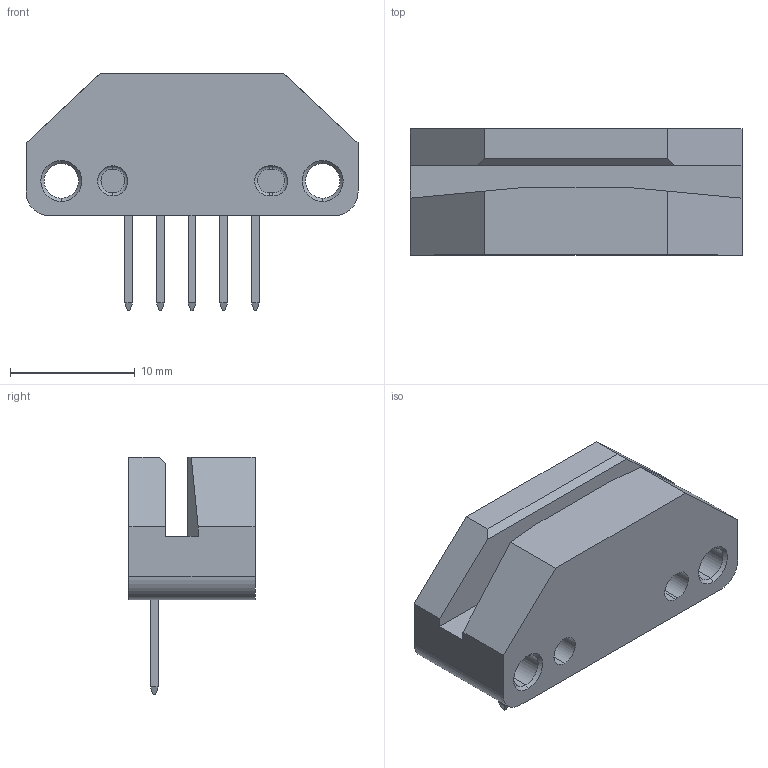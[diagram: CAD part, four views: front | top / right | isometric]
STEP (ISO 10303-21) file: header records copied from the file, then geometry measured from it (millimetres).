
FILE_DESCRIPTION (( 'STEP AP214' ), '1' );
FILE_NAME ('EM2-X-X-X.STEP', '2019-03-11T18:53:12', ( '' ), ( '' ), 'SwSTEP 2.0', 'SolidWorks 2016', '' );
FILE_SCHEMA (( 'AUTOMOTIVE_DESIGN' ));
Length unit declared in the file: inch
Products named in the file (1): EM2-X-X-X
Bounding box: 26.62 x 10.11 x 19.05 mm (x, y, z)
Volume: 2299.9 mm3; surface area: 1796.1 mm2
Topology: 1 solids, 1 shells, 286 faces, 719 edges, 466 vertices
Faces by surface type: plane 211, bspline 37, cylinder 22, cone 8, torus 8
Entity records: 14211 total; most frequent: CARTESIAN_POINT 3789, ORIENTED_EDGE 1438, DIRECTION 1209, EDGE_CURVE 719, LINE 581, VECTOR 581, VERTEX_POINT 466, EDGE_LOOP 321
